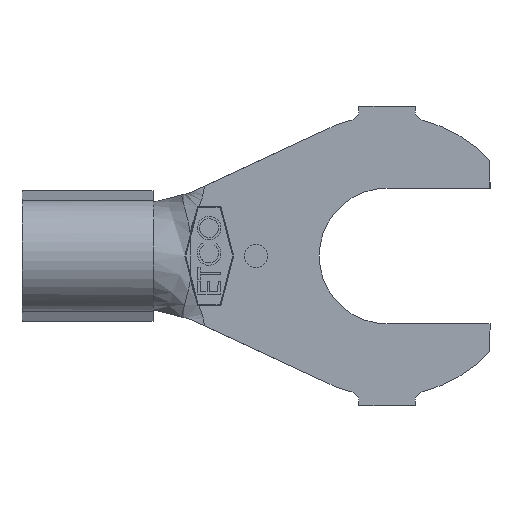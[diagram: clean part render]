
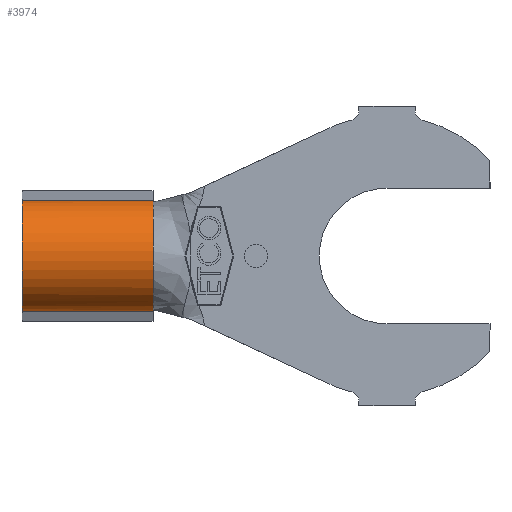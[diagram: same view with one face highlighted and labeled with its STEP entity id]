
A CAD part, front view. The second image highlights one B-rep face of the part: STEP entity #3974.
In plain terms, the highlighted cylindrical face has radius 1.524 mm (diameter 3.048 mm), a partial arc.
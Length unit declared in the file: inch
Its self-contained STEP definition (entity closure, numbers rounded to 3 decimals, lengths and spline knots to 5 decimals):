
#230 = ORIENTED_EDGE ( 'NONE', *, *, #2198, .F. ) ;
#275 = CARTESIAN_POINT ( 'NONE',  ( -0.24646, 0.03982, 0.05651 ) ) ;
#291 = CARTESIAN_POINT ( 'NONE',  ( -0.24768, 0.04079, -0.05685 ) ) ;
#292 = DIRECTION ( 'NONE',  ( 1., 0., 0. ) ) ;
#360 = CARTESIAN_POINT ( 'NONE',  ( -0.25, 0.06, 0. ) ) ;
#485 = VECTOR ( 'NONE', #5486, 39.37008 ) ;
#528 = CARTESIAN_POINT ( 'NONE',  ( -0.25, 0.0472, -0.05862 ) ) ;
#575 = CARTESIAN_POINT ( 'NONE',  ( -0.24646, 0.03982, -0.05651 ) ) ;
#590 = CARTESIAN_POINT ( 'NONE',  ( -0.39, 0.0508, 0.05929 ) ) ;
#636 = ORIENTED_EDGE ( 'NONE', *, *, #4180, .F. ) ;
#709 = EDGE_CURVE ( 'NONE', #3354, #937, #4407, .T. ) ;
#736 = CARTESIAN_POINT ( 'NONE',  ( -0.39, 0.06, 0. ) ) ;
#893 = DIRECTION ( 'NONE',  ( 0., 0., -1. ) ) ;
#899 = CARTESIAN_POINT ( 'NONE',  ( -0.39, 0.0508, -0.05929 ) ) ;
#937 = VERTEX_POINT ( 'NONE', #575 ) ;
#970 = CIRCLE ( 'NONE', #4637, 0.06 ) ;
#1006 = CARTESIAN_POINT ( 'NONE',  ( -0.24867, 0.04159, -0.05714 ) ) ;
#1304 = DIRECTION ( 'NONE',  ( 0., 0., -1. ) ) ;
#1361 = CARTESIAN_POINT ( 'NONE',  ( -0.24646, 0.03982, 0.05651 ) ) ;
#1389 = AXIS2_PLACEMENT_3D ( 'NONE', #360, #2372, #4380 ) ;
#1406 = EDGE_CURVE ( 'NONE', #1571, #5388, #1445, .T. ) ;
#1438 = VERTEX_POINT ( 'NONE', #4416 ) ;
#1445 = CIRCLE ( 'NONE', #4280, 0.06 ) ;
#1479 = LINE ( 'NONE', #3479, #485 ) ;
#1492 = DIRECTION ( 'NONE',  ( 0., 0., -1. ) ) ;
#1542 = CIRCLE ( 'NONE', #4388, 0.06 ) ;
#1571 = VERTEX_POINT ( 'NONE', #528 ) ;
#1688 = ORIENTED_EDGE ( 'NONE', *, *, #3316, .T. ) ;
#1851 = CARTESIAN_POINT ( 'NONE',  ( -0.25, 0.0472, 0.05862 ) ) ;
#1977 = VERTEX_POINT ( 'NONE', #590 ) ;
#1988 = CYLINDRICAL_SURFACE ( 'NONE', #4154, 0.06 ) ;
#2131 = CARTESIAN_POINT ( 'NONE',  ( -0.25, 0.0472, 0.05862 ) ) ;
#2198 = EDGE_CURVE ( 'NONE', #1977, #5403, #1479, .T. ) ;
#2287 = CARTESIAN_POINT ( 'NONE',  ( -0.24768, 0.04079, 0.05685 ) ) ;
#2301 = CARTESIAN_POINT ( 'NONE',  ( -0.24646, 0.03982, -0.05651 ) ) ;
#2372 = DIRECTION ( 'NONE',  ( 1., 0., 0. ) ) ;
#2740 = DIRECTION ( 'NONE',  ( 1., 0., 0. ) ) ;
#2791 = CARTESIAN_POINT ( 'NONE',  ( -0.25, 0.04286, -0.0575 ) ) ;
#2792 = LINE ( 'NONE', #4796, #6433 ) ;
#2938 = VERTEX_POINT ( 'NONE', #2131 ) ;
#3002 = ORIENTED_EDGE ( 'NONE', *, *, #1406, .F. ) ;
#3012 = CARTESIAN_POINT ( 'NONE',  ( -0.25, 0.04433, -0.05799 ) ) ;
#3267 = CARTESIAN_POINT ( 'NONE',  ( -0.25, 0.04286, -0.0575 ) ) ;
#3316 = EDGE_CURVE ( 'NONE', #1977, #4216, #1542, .T. ) ;
#3354 = VERTEX_POINT ( 'NONE', #3267 ) ;
#3366 = ORIENTED_EDGE ( 'NONE', *, *, #709, .F. ) ;
#3368 = EDGE_CURVE ( 'NONE', #3642, #1438, #4166, .T. ) ;
#3388 = CARTESIAN_POINT ( 'NONE',  ( -0.25, 0.06, 0. ) ) ;
#3479 = CARTESIAN_POINT ( 'NONE',  ( -0.39, 0.0508, 0.05929 ) ) ;
#3538 = CARTESIAN_POINT ( 'NONE',  ( -0.25, 0.0508, 0.05929 ) ) ;
#3642 = VERTEX_POINT ( 'NONE', #4591 ) ;
#3690 = ORIENTED_EDGE ( 'NONE', *, *, #4405, .T. ) ;
#3802 = CARTESIAN_POINT ( 'NONE',  ( -0.25, 0.06, 0. ) ) ;
#3858 = CARTESIAN_POINT ( 'NONE',  ( -0.25, 0.04433, 0.05799 ) ) ;
#3974 = ADVANCED_FACE ( 'NONE', ( #6488 ), #1988, .T. ) ;
#3995 = CARTESIAN_POINT ( 'NONE',  ( -0.39, 0.06, 0. ) ) ;
#4154 = AXIS2_PLACEMENT_3D ( 'NONE', #3995, #5994, #1492 ) ;
#4166 = B_SPLINE_CURVE_WITH_KNOTS ( 'NONE', 3,
 ( #275, #2287, #4292, #6292 ),
 .UNSPECIFIED., .F., .F.,
 ( 4, 4 ),
 ( 0., 0.00012 ),
 .UNSPECIFIED. ) ;
#4177 = ORIENTED_EDGE ( 'NONE', *, *, #3368, .F. ) ;
#4180 = EDGE_CURVE ( 'NONE', #2938, #3642, #5409, .T. ) ;
#4216 = VERTEX_POINT ( 'NONE', #899 ) ;
#4227 = CIRCLE ( 'NONE', #1389, 0.06 ) ;
#4265 = B_SPLINE_CURVE_WITH_KNOTS ( 'NONE', 3,
 ( #5505, #1006, #3012, #5012 ),
 .UNSPECIFIED., .F., .F.,
 ( 4, 4 ),
 ( 0.00003, 0.00026 ),
 .UNSPECIFIED. ) ;
#4280 = AXIS2_PLACEMENT_3D ( 'NONE', #3388, #5391, #893 ) ;
#4292 = CARTESIAN_POINT ( 'NONE',  ( -0.24885, 0.04181, 0.05719 ) ) ;
#4380 = DIRECTION ( 'NONE',  ( 0., 0., -1. ) ) ;
#4388 = AXIS2_PLACEMENT_3D ( 'NONE', #736, #2740, #4745 ) ;
#4405 = EDGE_CURVE ( 'NONE', #4216, #5388, #2792, .T. ) ;
#4407 = B_SPLINE_CURVE_WITH_KNOTS ( 'NONE', 3,
 ( #2791, #4795, #291, #2301 ),
 .UNSPECIFIED., .F., .F.,
 ( 4, 4 ),
 ( 0.00047, 0.00059 ),
 .UNSPECIFIED. ) ;
#4416 = CARTESIAN_POINT ( 'NONE',  ( -0.25, 0.04286, 0.0575 ) ) ;
#4591 = CARTESIAN_POINT ( 'NONE',  ( -0.24646, 0.03982, 0.05651 ) ) ;
#4637 = AXIS2_PLACEMENT_3D ( 'NONE', #3802, #5806, #1304 ) ;
#4745 = DIRECTION ( 'NONE',  ( 0., 0., -1. ) ) ;
#4784 = ORIENTED_EDGE ( 'NONE', *, *, #5687, .F. ) ;
#4795 = CARTESIAN_POINT ( 'NONE',  ( -0.24885, 0.04181, -0.05719 ) ) ;
#4796 = CARTESIAN_POINT ( 'NONE',  ( -0.39, 0.0508, -0.05929 ) ) ;
#5012 = CARTESIAN_POINT ( 'NONE',  ( -0.25, 0.0472, -0.05862 ) ) ;
#5229 = ORIENTED_EDGE ( 'NONE', *, *, #6083, .F. ) ;
#5388 = VERTEX_POINT ( 'NONE', #6037 ) ;
#5391 = DIRECTION ( 'NONE',  ( 1., 0., 0. ) ) ;
#5403 = VERTEX_POINT ( 'NONE', #3538 ) ;
#5409 = B_SPLINE_CURVE_WITH_KNOTS ( 'NONE', 3,
 ( #1851, #3858, #5863, #1361 ),
 .UNSPECIFIED., .F., .F.,
 ( 4, 4 ),
 ( 0.00138, 0.0016 ),
 .UNSPECIFIED. ) ;
#5486 = DIRECTION ( 'NONE',  ( 1., 0., 0. ) ) ;
#5505 = CARTESIAN_POINT ( 'NONE',  ( -0.24646, 0.03982, -0.05651 ) ) ;
#5687 = EDGE_CURVE ( 'NONE', #1438, #3354, #970, .T. ) ;
#5806 = DIRECTION ( 'NONE',  ( 1., 0., 0. ) ) ;
#5807 = EDGE_CURVE ( 'NONE', #937, #1571, #4265, .T. ) ;
#5863 = CARTESIAN_POINT ( 'NONE',  ( -0.24869, 0.0416, 0.05714 ) ) ;
#5994 = DIRECTION ( 'NONE',  ( 1., 0., 0. ) ) ;
#6037 = CARTESIAN_POINT ( 'NONE',  ( -0.25, 0.0508, -0.05929 ) ) ;
#6083 = EDGE_CURVE ( 'NONE', #5403, #2938, #4227, .T. ) ;
#6175 = EDGE_LOOP ( 'NONE', ( #5229, #230, #1688, #3690, #3002, #6456, #3366, #4784, #4177, #636 ) ) ;
#6292 = CARTESIAN_POINT ( 'NONE',  ( -0.25, 0.04286, 0.0575 ) ) ;
#6433 = VECTOR ( 'NONE', #292, 39.37008 ) ;
#6456 = ORIENTED_EDGE ( 'NONE', *, *, #5807, .F. ) ;
#6488 = FACE_OUTER_BOUND ( 'NONE', #6175, .T. ) ;
